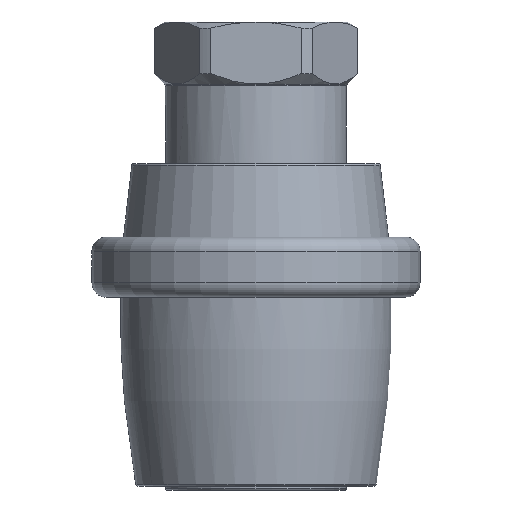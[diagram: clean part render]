
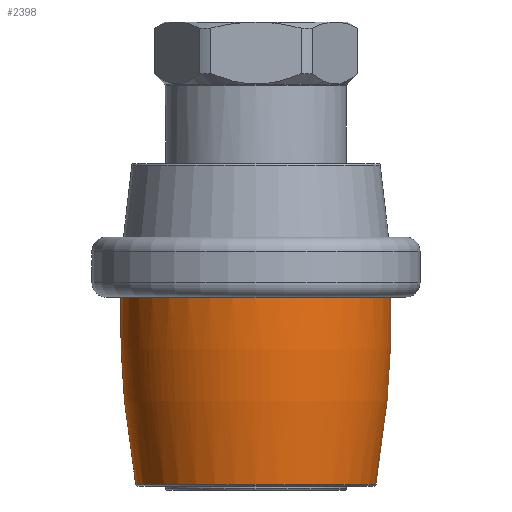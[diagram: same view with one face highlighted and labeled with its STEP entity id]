
A CAD part, left-side view. The second image highlights one B-rep face of the part: STEP entity #2398.
In plain terms, the highlighted toroidal (fillet/blend) face has major radius 145.75 mm and minor radius 169.5 mm.
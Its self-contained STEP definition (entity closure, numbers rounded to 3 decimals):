
#26=DEGENERATE_TOROIDAL_SURFACE('',#2584,145.75,169.5,
 .F.);
#445=ORIENTED_EDGE('',*,*,#723,.T.);
#446=ORIENTED_EDGE('',*,*,#724,.F.);
#723=EDGE_CURVE('',#887,#887,#1002,.T.);
#724=EDGE_CURVE('',#888,#888,#1003,.T.);
#887=VERTEX_POINT('',#3754);
#888=VERTEX_POINT('',#3757);
#1002=CIRCLE('',#2583,23.726);
#1003=CIRCLE('',#2585,21.088);
#1150=EDGE_LOOP('',(#445));
#1151=EDGE_LOOP('',(#446));
#1359=FACE_BOUND('',#1150,.T.);
#1360=FACE_BOUND('',#1151,.T.);
#2398=ADVANCED_FACE('',(#1359,#1360),#26,.F.);
#2583=AXIS2_PLACEMENT_3D('',#3753,#2938,#2939);
#2584=AXIS2_PLACEMENT_3D('',#3755,#2940,#2941);
#2585=AXIS2_PLACEMENT_3D('',#3756,#2942,#2943);
#2938=DIRECTION('',(0.,0.,-1.));
#2939=DIRECTION('',(0.,1.,0.));
#2940=DIRECTION('',(0.,0.,-1.));
#2941=DIRECTION('',(0.,1.,0.));
#2942=DIRECTION('',(0.,0.,-1.));
#2943=DIRECTION('',(0.,1.,0.));
#3753=CARTESIAN_POINT('',(0.,0.,33.8));
#3754=CARTESIAN_POINT('',(0.,23.726,33.8));
#3755=CARTESIAN_POINT('',(0.,0.,30.95));
#3756=CARTESIAN_POINT('',(0.,0.,1.029));
#3757=CARTESIAN_POINT('',(0.,21.088,1.029));
